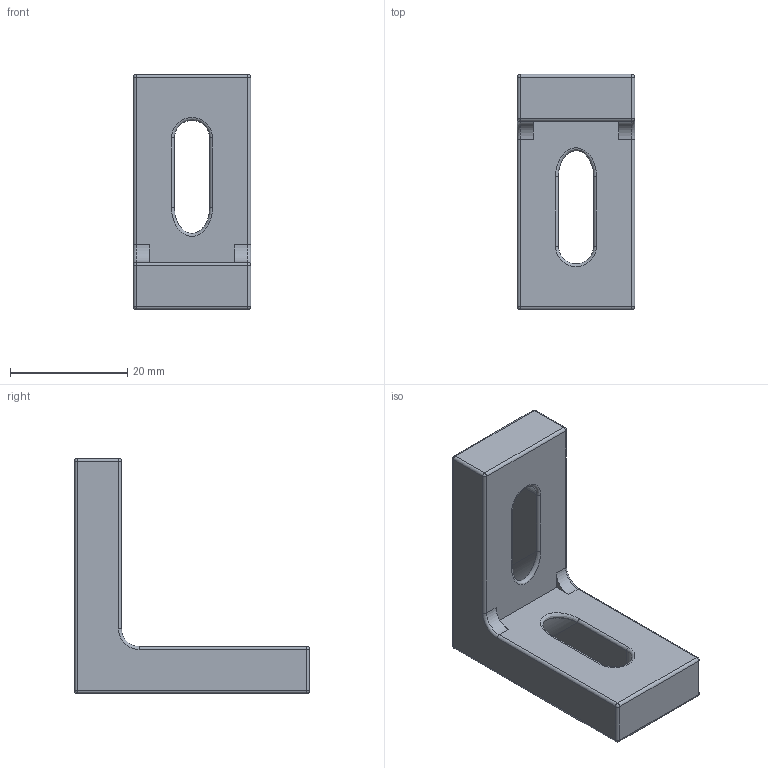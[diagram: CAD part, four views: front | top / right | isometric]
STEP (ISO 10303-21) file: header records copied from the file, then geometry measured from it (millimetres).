
FILE_DESCRIPTION(('FreeCAD Model'),'2;1');
FILE_NAME('Open CASCADE Shape Model','2024-03-20T11:40:09',(''),(''), 'Open CASCADE STEP processor 7.6','FreeCAD','Unknown');
FILE_SCHEMA(('AUTOMOTIVE_DESIGN { 1 0 10303 214 1 1 1 1 }'));
Length unit declared in the file: millimetre
Products named in the file (1): STI8-E404020
Bounding box: 20 x 40 x 40 mm (x, y, z)
Volume: 9480.4 mm3; surface area: 4561.9 mm2
Topology: 1 solids, 1 shells, 65 faces, 149 edges, 76 vertices
Faces by surface type: cylinder 31, plane 14, sphere 10, torus 6, bspline 4
Entity records: 5134 total; most frequent: CARTESIAN_POINT 2211, DIRECTION 581, LINE 301, VECTOR 301, ORIENTED_EDGE 278, PCURVE 278, DEFINITIONAL_REPRESENTATION 278, EDGE_CURVE 139
